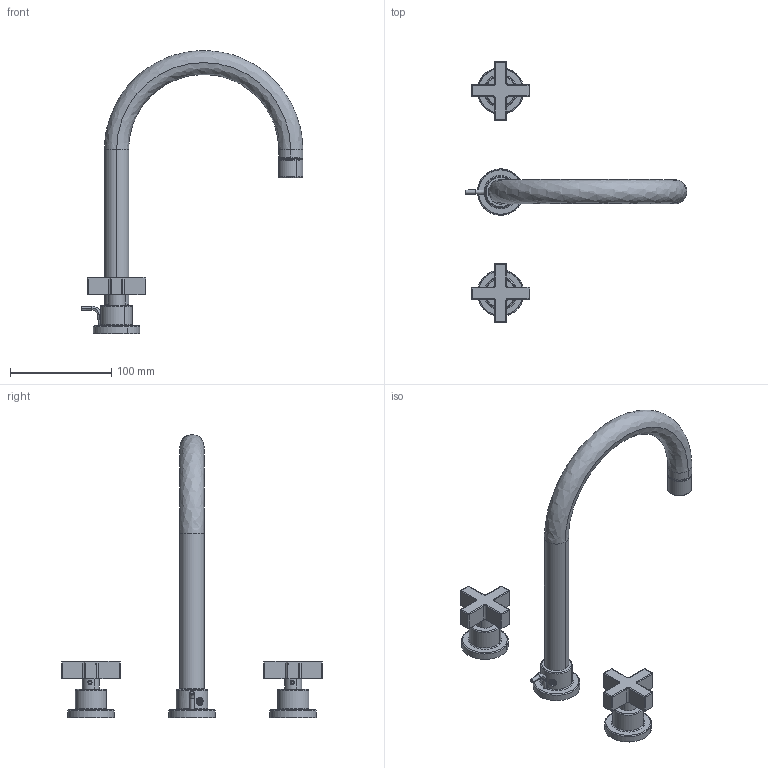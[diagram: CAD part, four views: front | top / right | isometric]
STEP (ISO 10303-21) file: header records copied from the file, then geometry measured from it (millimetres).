
FILE_DESCRIPTION(('CATIA V5 STEP Exchange','CAx-IF Rec.Pracs.--- Model Styling and Organization---1.5--- 2016-08-15','CAx-IF Rec.Pracs.---Supplemental Geometry---1.0---2011-11-01','CAx-IF Rec.Pracs.--- Composite Materials ---3.4---2017-06-13','CAx-IF Rec.Pracs.---Tessellated 3D Geometry---1.0---2015-12-17'),'2;1');
FILE_NAME('BA001060.stp','2024-07-02T07:29:35+00:00',('none'),('none'),'CATIA Version 5-6 Release 2020 SP2','CATIA V5 STEP AP242 v2','none');
FILE_SCHEMA(('AP242_MANAGED_MODEL_BASED_3D_ENGINEERING_MIM_LF {1 0 10303 442 1 1 4}'));
Products named in the file (1): BA10106 0_AllCATPart
Bounding box: 218.98 x 258 x 279.8 mm (x, y, z)
Surface area: 101675.6 mm2 (no closed solid volume)
Topology: 0 solids, 1223 shells, 1223 faces, 7197 edges, 7187 vertices
Faces by surface type: plane 449, extrusion 315, cylinder 311, revolution 136, bspline 12
Entity records: 80239 total; most frequent: CARTESIAN_POINT 28615, DIRECTION 7202, EDGE_CURVE 7187, ORIENTED_EDGE 7187, VERTEX_POINT 7187, VECTOR 3738, LINE 3423, AXIS2_PLACEMENT_3D 2569
